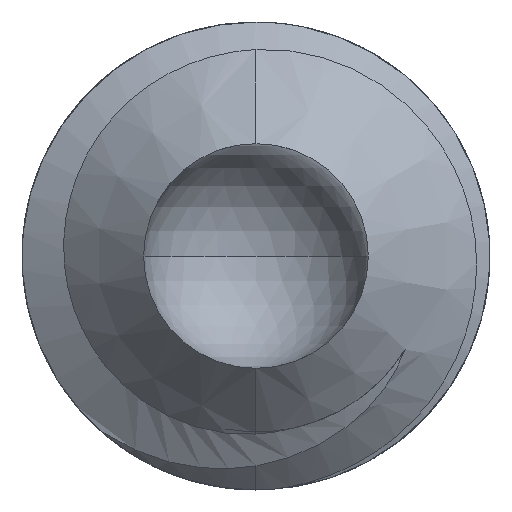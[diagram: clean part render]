
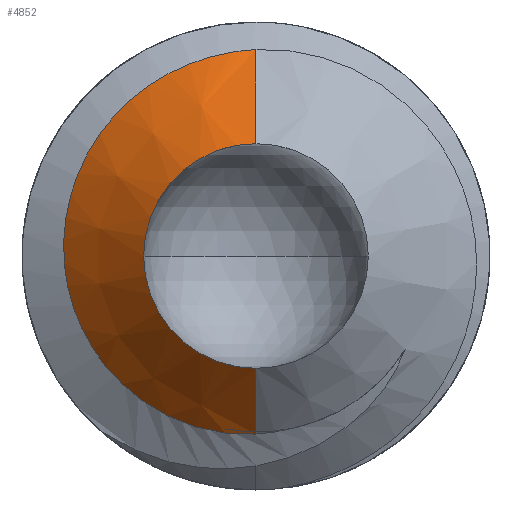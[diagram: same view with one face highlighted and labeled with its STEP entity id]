
A CAD part, front view. The second image highlights one B-rep face of the part: STEP entity #4852.
In plain terms, the highlighted conical face has half-angle 45 degrees and reference radius 2.75 mm.
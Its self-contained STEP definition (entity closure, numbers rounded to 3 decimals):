
#317 = VERTEX_POINT ( 'NONE', #1207 ) ;
#487 = CARTESIAN_POINT ( 'NONE',  ( -1.37, -12.038, -0.948 ) ) ;
#815 = EDGE_LOOP ( 'NONE', ( #1374, #9109, #5856, #5492, #1819 ) ) ;
#1163 = DIRECTION ( 'NONE',  ( 0., 0., 1. ) ) ;
#1207 = CARTESIAN_POINT ( 'NONE',  ( 0., -12.115, -1.585 ) ) ;
#1221 = CARTESIAN_POINT ( 'NONE',  ( -0.446, -12.092, -1.549 ) ) ;
#1252 = CARTESIAN_POINT ( 'NONE',  ( -1.662, -11.964, 0.547 ) ) ;
#1374 = ORIENTED_EDGE ( 'NONE', *, *, #7102, .F. ) ;
#1805 = VECTOR ( 'NONE', #3412, 1000. ) ;
#1819 = ORIENTED_EDGE ( 'NONE', *, *, #6395, .F. ) ;
#1944 = CONICAL_SURFACE ( 'NONE', #2386, 2.75, 0.785 ) ;
#1981 = CARTESIAN_POINT ( 'NONE',  ( -0.554, -12.086, -1.52 ) ) ;
#2386 = AXIS2_PLACEMENT_3D ( 'NONE', #9467, #2715, #1163 ) ;
#2715 = DIRECTION ( 'NONE',  ( 0., 1., 0. ) ) ;
#2741 = CARTESIAN_POINT ( 'NONE',  ( -1.532, -11.948, 0.856 ) ) ;
#2754 = DIRECTION ( 'NONE',  ( 0., 0., 1. ) ) ;
#2871 = CARTESIAN_POINT ( 'NONE',  ( -1.478, -11.943, 0.957 ) ) ;
#2880 = LINE ( 'NONE', #7606, #8835 ) ;
#3085 = CARTESIAN_POINT ( 'NONE',  ( 0., -12.7, -1. ) ) ;
#3412 = DIRECTION ( 'NONE',  ( 0., 0.707, 0.707 ) ) ;
#3461 = CARTESIAN_POINT ( 'NONE',  ( -0.112, -12.109, -1.591 ) ) ;
#3469 = CIRCLE ( 'NONE', #5876, 1. ) ;
#3490 = CARTESIAN_POINT ( 'NONE',  ( 0., -12.115, -1.585 ) ) ;
#3504 = CARTESIAN_POINT ( 'NONE',  ( 0., -12.7, 0. ) ) ;
#3657 = CARTESIAN_POINT ( 'NONE',  ( -1.354, -11.932, 1.142 ) ) ;
#3687 = CARTESIAN_POINT ( 'NONE',  ( -0.755, -11.898, 1.64 ) ) ;
#3742 = VERTEX_POINT ( 'NONE', #5349 ) ;
#4027 = DIRECTION ( 'NONE',  ( 0., 1., 0. ) ) ;
#4041 = LINE ( 'NONE', #4899, #1805 ) ;
#4212 = CARTESIAN_POINT ( 'NONE',  ( 0., -12.7, 1. ) ) ;
#4233 = CARTESIAN_POINT ( 'NONE',  ( -1.674, -12.005, -0.35 ) ) ;
#4382 = CIRCLE ( 'NONE', #8695, 1. ) ;
#4425 = CARTESIAN_POINT ( 'NONE',  ( -0.225, -11.874, 1.826 ) ) ;
#4555 = VERTEX_POINT ( 'NONE', #7325 ) ;
#4627 = FACE_OUTER_BOUND ( 'NONE', #815, .T. ) ;
#4852 = ADVANCED_FACE ( 'NONE', ( #4627 ), #1944, .T. ) ;
#4899 = CARTESIAN_POINT ( 'NONE',  ( 0., -10.95, 2.75 ) ) ;
#4983 = CARTESIAN_POINT ( 'NONE',  ( -1.715, -11.995, -0.124 ) ) ;
#5349 = CARTESIAN_POINT ( 'NONE',  ( -1., -12.7, 0. ) ) ;
#5441 = B_SPLINE_CURVE_WITH_KNOTS ( 'NONE', 3,
 ( #3490, #3461, #5701, #1221, #1981, #7206, #7966, #9433, #487, #5735, #9465, #4233, #4983, #8711, #1252, #2741, #2871, #3657, #9618, #8875, #5899, #8164, #3687, #8910, #4425, #9649 ),
 .UNSPECIFIED., .F., .F.,
 ( 4, 2, 2, 2, 2, 2, 2, 2, 2, 2, 2, 2, 4 ),
 ( 0., 0.001, 0.001, 0.002, 0.002, 0.002, 0.003, 0.004, 0.004, 0.004, 0.005, 0.005, 0.006 ),
 .UNSPECIFIED. ) ;
#5492 = ORIENTED_EDGE ( 'NONE', *, *, #9403, .T. ) ;
#5580 = EDGE_CURVE ( 'NONE', #7616, #3742, #3469, .T. ) ;
#5701 = CARTESIAN_POINT ( 'NONE',  ( -0.225, -12.103, -1.585 ) ) ;
#5735 = CARTESIAN_POINT ( 'NONE',  ( -1.494, -12.027, -0.761 ) ) ;
#5856 = ORIENTED_EDGE ( 'NONE', *, *, #7725, .T. ) ;
#5876 = AXIS2_PLACEMENT_3D ( 'NONE', #3504, #7980, #2754 ) ;
#5899 = CARTESIAN_POINT ( 'NONE',  ( -1.037, -11.912, 1.46 ) ) ;
#6395 = EDGE_CURVE ( 'NONE', #317, #4555, #5441, .T. ) ;
#7102 = EDGE_CURVE ( 'NONE', #7616, #317, #2880, .T. ) ;
#7206 = CARTESIAN_POINT ( 'NONE',  ( -0.869, -12.07, -1.397 ) ) ;
#7325 = CARTESIAN_POINT ( 'NONE',  ( 0., -11.863, 1.837 ) ) ;
#7606 = CARTESIAN_POINT ( 'NONE',  ( 0., -10.95, -2.75 ) ) ;
#7616 = VERTEX_POINT ( 'NONE', #3085 ) ;
#7725 = EDGE_CURVE ( 'NONE', #3742, #9667, #4382, .T. ) ;
#7966 = CARTESIAN_POINT ( 'NONE',  ( -1.06, -12.06, -1.271 ) ) ;
#7980 = DIRECTION ( 'NONE',  ( 0., 1., 0. ) ) ;
#8164 = CARTESIAN_POINT ( 'NONE',  ( -0.853, -11.903, 1.586 ) ) ;
#8503 = CARTESIAN_POINT ( 'NONE',  ( 0., -12.7, 0. ) ) ;
#8695 = AXIS2_PLACEMENT_3D ( 'NONE', #8503, #4027, #9254 ) ;
#8711 = CARTESIAN_POINT ( 'NONE',  ( -1.709, -11.975, 0.322 ) ) ;
#8835 = VECTOR ( 'NONE', #9097, 1000. ) ;
#8875 = CARTESIAN_POINT ( 'NONE',  ( -1.125, -11.917, 1.388 ) ) ;
#8910 = CARTESIAN_POINT ( 'NONE',  ( -0.444, -11.884, 1.775 ) ) ;
#9097 = DIRECTION ( 'NONE',  ( 0., 0.707, -0.707 ) ) ;
#9109 = ORIENTED_EDGE ( 'NONE', *, *, #5580, .T. ) ;
#9254 = DIRECTION ( 'NONE',  ( 0., 0., 1. ) ) ;
#9403 = EDGE_CURVE ( 'NONE', #9667, #4555, #4041, .T. ) ;
#9433 = CARTESIAN_POINT ( 'NONE',  ( -1.299, -12.044, -1.034 ) ) ;
#9465 = CARTESIAN_POINT ( 'NONE',  ( -1.548, -12.021, -0.661 ) ) ;
#9467 = CARTESIAN_POINT ( 'NONE',  ( 0., -10.95, 0. ) ) ;
#9618 = CARTESIAN_POINT ( 'NONE',  ( -1.283, -11.927, 1.228 ) ) ;
#9649 = CARTESIAN_POINT ( 'NONE',  ( 0., -11.863, 1.837 ) ) ;
#9667 = VERTEX_POINT ( 'NONE', #4212 ) ;
